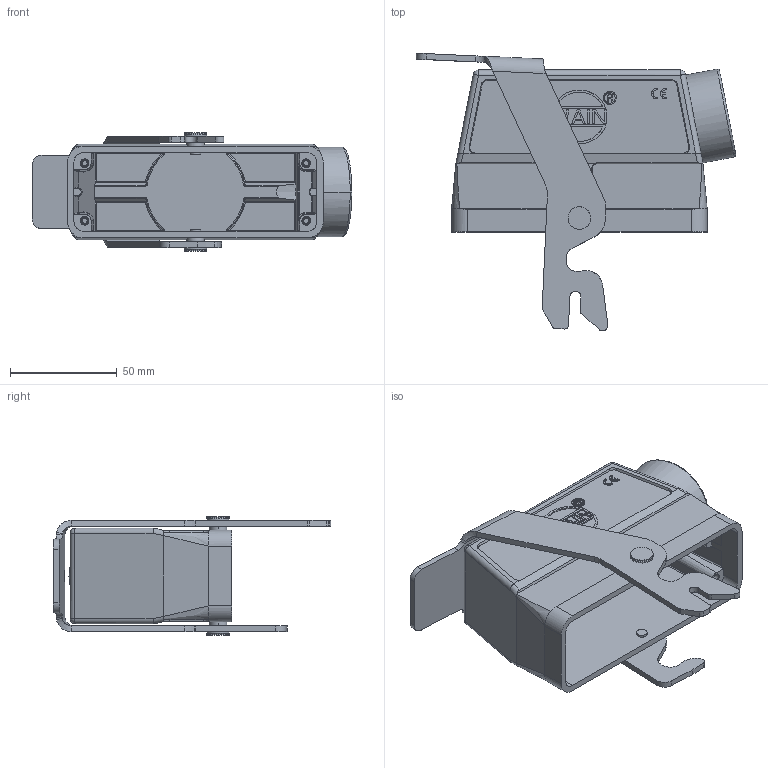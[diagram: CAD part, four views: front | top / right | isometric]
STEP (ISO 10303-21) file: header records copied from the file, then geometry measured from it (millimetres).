
FILE_DESCRIPTION(/* description */ (''),/* implementation_level */ '2;1');
FILE_NAME(/* name */ '3D_1240245255004_HV24B-SEH-1L_B-M32_V1.1.stp',/* time_stamp */ '2024-01-17T16:22:28+08:00',/* author */ (''),/* organization */ (''),/* preprocessor_version */ 'ST-DEVELOPER v18.1',/* originating_system */ 'SIEMENS PLM Software NX 1980',/* authorisation */ '');
FILE_SCHEMA (('AUTOMOTIVE_DESIGN { 1 0 10303 214 3 1 1 1 }'));
Length unit declared in the file: millimetre
Products named in the file (1): 14593C30272Bdzep
Bounding box: 150.09 x 130.39 x 55.6 mm (x, y, z)
Volume: 121116.9 mm3; surface area: 74973.6 mm2
Topology: 3 solids, 3 shells, 588 faces, 1544 edges, 1002 vertices
Faces by surface type: plane 302, cylinder 166, cone 47, sphere 26, bspline 23, torus 16, extrusion 8
Entity records: 21560 total; most frequent: CARTESIAN_POINT 8233, ORIENTED_EDGE 3084, DIRECTION 2164, EDGE_CURVE 1542, VERTEX_POINT 1002, VECTOR 856, LINE 848, AXIS2_PLACEMENT_3D 654
